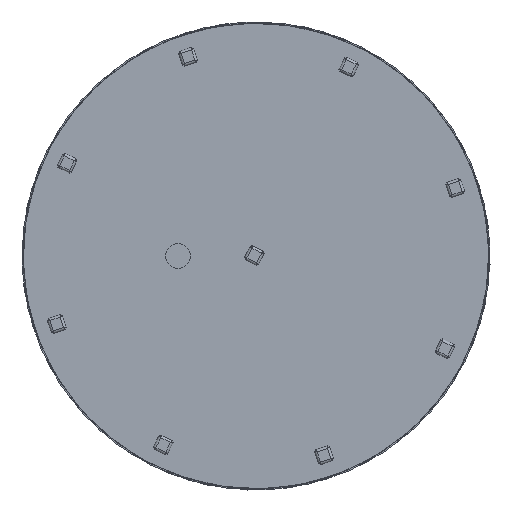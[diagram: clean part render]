
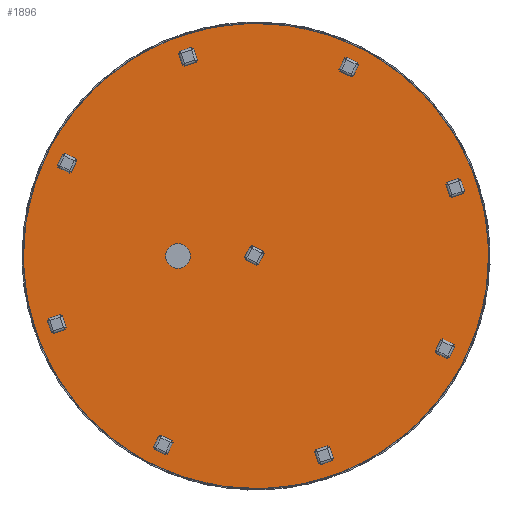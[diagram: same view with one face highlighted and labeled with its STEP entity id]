
A CAD part, front view. The second image highlights one B-rep face of the part: STEP entity #1896.
In plain terms, the highlighted planar face has unit normal (0, -1, 0).
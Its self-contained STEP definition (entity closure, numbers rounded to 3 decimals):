
#69 = ORIENTED_EDGE ( 'NONE', *, *, #2015, .F. ) ;
#126 = AXIS2_PLACEMENT_3D ( 'NONE', #906, #2297, #1605 ) ;
#233 = CARTESIAN_POINT ( 'NONE',  ( 0., -3., 0. ) ) ;
#328 = CIRCLE ( 'NONE', #4323, 31.5 ) ;
#373 = ORIENTED_EDGE ( 'NONE', *, *, #1657, .F. ) ;
#739 = EDGE_CURVE ( 'NONE', #2303, #4279, #328, .T. ) ;
#745 = CARTESIAN_POINT ( 'NONE',  ( 0., -3., 597. ) ) ;
#765 = DIRECTION ( 'NONE',  ( 0., 1., 0. ) ) ;
#838 = EDGE_LOOP ( 'NONE', ( #3739, #3693 ) ) ;
#857 = EDGE_CURVE ( 'NONE', #4279, #2303, #2812, .T. ) ;
#900 = DIRECTION ( 'NONE',  ( 0., 1., 0. ) ) ;
#906 = CARTESIAN_POINT ( 'NONE',  ( 0., -3., 0. ) ) ;
#1021 = DIRECTION ( 'NONE',  ( 0., 0., 1. ) ) ;
#1271 = FACE_BOUND ( 'NONE', #838, .T. ) ;
#1356 = AXIS2_PLACEMENT_3D ( 'NONE', #233, #4337, #2605 ) ;
#1369 = VERTEX_POINT ( 'NONE', #745 ) ;
#1596 = CARTESIAN_POINT ( 'NONE',  ( -200., -3., 31.5 ) ) ;
#1605 = DIRECTION ( 'NONE',  ( 0., 0., 1. ) ) ;
#1657 = EDGE_CURVE ( 'NONE', #1369, #4141, #1997, .T. ) ;
#1797 = EDGE_LOOP ( 'NONE', ( #373, #69 ) ) ;
#1880 = CARTESIAN_POINT ( 'NONE',  ( -200., -3., -31.5 ) ) ;
#1892 = AXIS2_PLACEMENT_3D ( 'NONE', #3814, #765, #4179 ) ;
#1896 = ADVANCED_FACE ( 'NONE', ( #1271, #3359 ), #1939, .F. ) ;
#1897 = CIRCLE ( 'NONE', #1356, 597. ) ;
#1939 = PLANE ( 'NONE',  #3970 ) ;
#1997 = CIRCLE ( 'NONE', #126, 597. ) ;
#2015 = EDGE_CURVE ( 'NONE', #4141, #1369, #1897, .T. ) ;
#2297 = DIRECTION ( 'NONE',  ( 0., 1., 0. ) ) ;
#2303 = VERTEX_POINT ( 'NONE', #1596 ) ;
#2605 = DIRECTION ( 'NONE',  ( 0., 0., 1. ) ) ;
#2675 = DIRECTION ( 'NONE',  ( 0., 1., 0. ) ) ;
#2702 = CARTESIAN_POINT ( 'NONE',  ( -200., -3., 0. ) ) ;
#2812 = CIRCLE ( 'NONE', #1892, 31.5 ) ;
#3269 = DIRECTION ( 'NONE',  ( 0., 0., 1. ) ) ;
#3314 = CARTESIAN_POINT ( 'NONE',  ( 0., -3., 0. ) ) ;
#3359 = FACE_OUTER_BOUND ( 'NONE', #1797, .T. ) ;
#3456 = CARTESIAN_POINT ( 'NONE',  ( 0., -3., -597. ) ) ;
#3693 = ORIENTED_EDGE ( 'NONE', *, *, #857, .T. ) ;
#3739 = ORIENTED_EDGE ( 'NONE', *, *, #739, .T. ) ;
#3814 = CARTESIAN_POINT ( 'NONE',  ( -200., -3., 0. ) ) ;
#3970 = AXIS2_PLACEMENT_3D ( 'NONE', #3314, #900, #3269 ) ;
#4141 = VERTEX_POINT ( 'NONE', #3456 ) ;
#4179 = DIRECTION ( 'NONE',  ( 0., 0., 1. ) ) ;
#4279 = VERTEX_POINT ( 'NONE', #1880 ) ;
#4323 = AXIS2_PLACEMENT_3D ( 'NONE', #2702, #2675, #1021 ) ;
#4337 = DIRECTION ( 'NONE',  ( 0., 1., 0. ) ) ;
